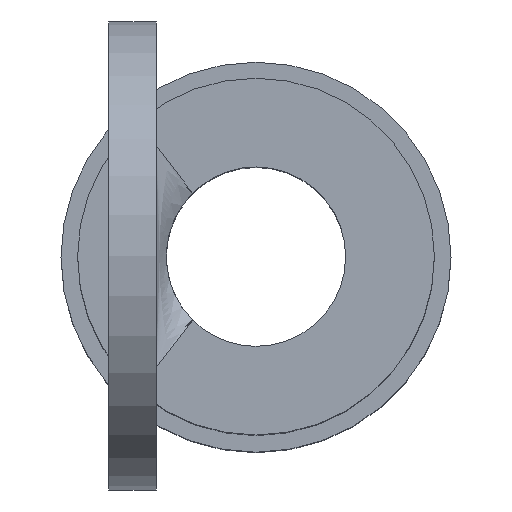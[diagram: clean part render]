
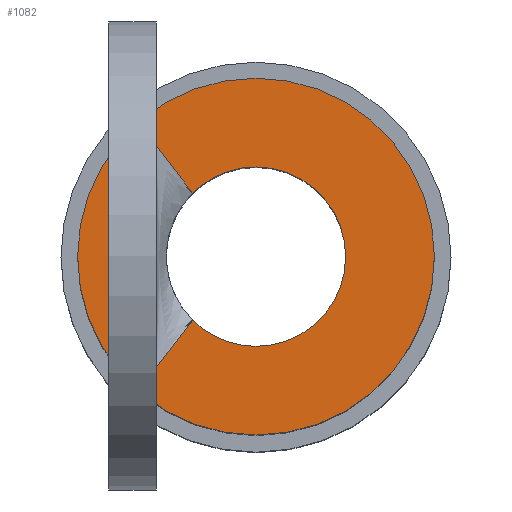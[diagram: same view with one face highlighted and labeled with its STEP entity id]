
A CAD part, top view. The second image highlights one B-rep face of the part: STEP entity #1082.
In plain terms, the highlighted planar face has unit normal (0, 0, 1).
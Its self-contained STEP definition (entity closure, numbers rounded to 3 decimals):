
#694=CARTESIAN_POINT('',(1.626,1.913,-11.887));
#695=VERTEX_POINT('',#694);
#702=CARTESIAN_POINT('',(-1.626,1.913,-11.887));
#703=VERTEX_POINT('',#702);
#739=CARTESIAN_POINT('',(-2.482,1.058,-11.887));
#740=VERTEX_POINT('',#739);
#741=CARTESIAN_POINT('',(-2.482,1.058,-11.887));
#742=DIRECTION('',(0.707,0.707,0.));
#743=VECTOR('',#742,1.21);
#744=LINE('',#741,#743);
#745=EDGE_CURVE('',#740,#703,#744,.T.);
#947=CARTESIAN_POINT('',(2.482,1.058,-11.887));
#948=VERTEX_POINT('',#947);
#949=CARTESIAN_POINT('',(2.482,1.058,-11.887));
#950=CARTESIAN_POINT('',(2.462,1.038,-11.887));
#951=CARTESIAN_POINT('',(2.423,0.999,-11.887));
#952=CARTESIAN_POINT('',(2.361,0.942,-11.887));
#953=CARTESIAN_POINT('',(2.298,0.886,-11.887));
#954=CARTESIAN_POINT('',(2.232,0.83,-11.887));
#955=CARTESIAN_POINT('',(2.165,0.776,-11.887));
#956=CARTESIAN_POINT('',(2.095,0.723,-11.887));
#957=CARTESIAN_POINT('',(2.024,0.672,-11.887));
#958=CARTESIAN_POINT('',(1.952,0.622,-11.887));
#959=CARTESIAN_POINT('',(1.88,0.576,-11.887));
#960=CARTESIAN_POINT('',(1.808,0.531,-11.887));
#961=CARTESIAN_POINT('',(1.735,0.488,-11.887));
#962=CARTESIAN_POINT('',(1.659,0.446,-11.887));
#963=CARTESIAN_POINT('',(1.583,0.406,-11.887));
#964=CARTESIAN_POINT('',(1.505,0.368,-11.887));
#965=CARTESIAN_POINT('',(1.425,0.332,-11.887));
#966=CARTESIAN_POINT('',(1.319,0.286,-11.887));
#967=CARTESIAN_POINT('',(1.186,0.235,-11.887));
#968=CARTESIAN_POINT('',(1.023,0.18,-11.887));
#969=CARTESIAN_POINT('',(0.856,0.134,-11.887));
#970=CARTESIAN_POINT('',(0.631,0.084,-11.887));
#971=CARTESIAN_POINT('',(0.346,0.041,-11.887));
#972=CARTESIAN_POINT('',(0.,0.024,-11.887));
#973=CARTESIAN_POINT('',(-0.346,0.041,-11.887));
#974=CARTESIAN_POINT('',(-0.631,0.084,-11.887));
#975=CARTESIAN_POINT('',(-0.856,0.134,-11.887));
#976=CARTESIAN_POINT('',(-1.023,0.18,-11.887));
#977=CARTESIAN_POINT('',(-1.186,0.235,-11.887));
#978=CARTESIAN_POINT('',(-1.319,0.286,-11.887));
#979=CARTESIAN_POINT('',(-1.425,0.332,-11.887));
#980=CARTESIAN_POINT('',(-1.505,0.368,-11.887));
#981=CARTESIAN_POINT('',(-1.583,0.406,-11.887));
#982=CARTESIAN_POINT('',(-1.659,0.446,-11.887));
#983=CARTESIAN_POINT('',(-1.735,0.488,-11.887));
#984=CARTESIAN_POINT('',(-1.808,0.531,-11.887));
#985=CARTESIAN_POINT('',(-1.88,0.576,-11.887));
#986=CARTESIAN_POINT('',(-1.952,0.622,-11.887));
#987=CARTESIAN_POINT('',(-2.024,0.672,-11.887));
#988=CARTESIAN_POINT('',(-2.095,0.723,-11.887));
#989=CARTESIAN_POINT('',(-2.165,0.776,-11.887));
#990=CARTESIAN_POINT('',(-2.232,0.83,-11.887));
#991=CARTESIAN_POINT('',(-2.298,0.886,-11.887));
#992=CARTESIAN_POINT('',(-2.361,0.942,-11.887));
#993=CARTESIAN_POINT('',(-2.423,0.999,-11.887));
#994=CARTESIAN_POINT('',(-2.462,1.038,-11.887));
#995=CARTESIAN_POINT('',(-2.482,1.058,-11.887));
#996=B_SPLINE_CURVE_WITH_KNOTS('',3,(#949,#950,#951,#952,#953,#954,#955,#956,#957,#958,#959,#960,#961,#962,#963,#964,#965,#966,#967,#968,#969,#970,#971,#972,#973,#974,
#975,#976,#977,#978,#979,#980,#981,#982,#983,#984,#985,#986,#987,#988,#989,#990,#991,#992,#993,#994,#995),.UNSPECIFIED.,.F.,.F.,(4,1,1,1,1,1,1,1,1,1,1,1,1,1,1,1,1,1,1,1,1,1,1,1,1,1,
1,1,1,1,1,1,1,1,1,1,1,1,1,1,1,1,1,1,4),(0.,0.017,0.033,0.05,0.067,0.084,0.1,0.117,0.134,0.149,0.165,0.181,0.197,0.212,0.228,0.244,0.26,0.29,0.32,0.351,0.381,0.441,0.5,0.559,0.619,0.649,
0.68,0.71,0.74,0.756,0.772,0.788,0.803,0.819,0.835,0.851,0.866,0.883,0.9,0.916,0.933,0.95,0.967,0.983,1.),.UNSPECIFIED.);
#997=EDGE_CURVE('',#948,#740,#996,.T.);
#1017=CARTESIAN_POINT('',(1.626,1.913,-11.887));
#1018=DIRECTION('',(0.707,-0.707,0.));
#1019=VECTOR('',#1018,1.21);
#1020=LINE('',#1017,#1019);
#1021=EDGE_CURVE('',#695,#948,#1020,.T.);
#1027=CARTESIAN_POINT('',(-4.804,-1.264,-11.887));
#1028=DIRECTION('',(0.,0.,1.));
#1029=DIRECTION('',(1.,0.,0.));
#1030=AXIS2_PLACEMENT_3D('',#1027,#1028,#1029);
#1031=PLANE('',#1030);
#1032=CARTESIAN_POINT('',(-4.575,3.54,-11.887));
#1033=VERTEX_POINT('',#1032);
#1034=CARTESIAN_POINT('',(4.575,3.54,-11.887));
#1035=VERTEX_POINT('',#1034);
#1036=CARTESIAN_POINT('',(0.,3.54,-11.887));
#1037=DIRECTION('',(0.,0.,1.));
#1038=DIRECTION('',(1.,0.,-0.));
#1039=AXIS2_PLACEMENT_3D('',#1036,#1037,#1038);
#1040=CIRCLE('',#1039,4.575);
#1041=EDGE_CURVE('',#1033,#1035,#1040,.T.);
#1042=ORIENTED_EDGE('',*,*,#1041,.T.);
#1043=CARTESIAN_POINT('',(0.,3.54,-11.887));
#1044=DIRECTION('',(0.,0.,1.));
#1045=DIRECTION('',(1.,0.,-0.));
#1046=AXIS2_PLACEMENT_3D('',#1043,#1044,#1045);
#1047=CIRCLE('',#1046,4.575);
#1048=EDGE_CURVE('',#1035,#1033,#1047,.T.);
#1049=ORIENTED_EDGE('',*,*,#1048,.T.);
#1050=EDGE_LOOP('',(#1042,#1049));
#1051=FACE_BOUND('',#1050,.T.);
#1052=CARTESIAN_POINT('',(2.3,3.54,-11.887));
#1053=VERTEX_POINT('',#1052);
#1054=CARTESIAN_POINT('',(-0.,3.54,-11.887));
#1055=DIRECTION('',(0.,0.,-1.));
#1056=DIRECTION('',(-1.,0.,0.));
#1057=AXIS2_PLACEMENT_3D('',#1054,#1055,#1056);
#1058=CIRCLE('',#1057,2.3);
#1059=EDGE_CURVE('',#1053,#695,#1058,.T.);
#1060=ORIENTED_EDGE('',*,*,#1059,.T.);
#1061=ORIENTED_EDGE('',*,*,#1021,.T.);
#1062=ORIENTED_EDGE('',*,*,#997,.T.);
#1063=ORIENTED_EDGE('',*,*,#745,.T.);
#1064=CARTESIAN_POINT('',(-2.3,3.54,-11.887));
#1065=VERTEX_POINT('',#1064);
#1066=CARTESIAN_POINT('',(-0.,3.54,-11.887));
#1067=DIRECTION('',(0.,0.,-1.));
#1068=DIRECTION('',(-1.,0.,0.));
#1069=AXIS2_PLACEMENT_3D('',#1066,#1067,#1068);
#1070=CIRCLE('',#1069,2.3);
#1071=EDGE_CURVE('',#703,#1065,#1070,.T.);
#1072=ORIENTED_EDGE('',*,*,#1071,.T.);
#1073=CARTESIAN_POINT('',(-0.,3.54,-11.887));
#1074=DIRECTION('',(0.,0.,-1.));
#1075=DIRECTION('',(-1.,0.,0.));
#1076=AXIS2_PLACEMENT_3D('',#1073,#1074,#1075);
#1077=CIRCLE('',#1076,2.3);
#1078=EDGE_CURVE('',#1065,#1053,#1077,.T.);
#1079=ORIENTED_EDGE('',*,*,#1078,.T.);
#1080=EDGE_LOOP('',(#1060,#1061,#1062,#1063,#1072,#1079));
#1081=FACE_BOUND('',#1080,.T.);
#1082=ADVANCED_FACE('',(#1051,#1081),#1031,.T.);
